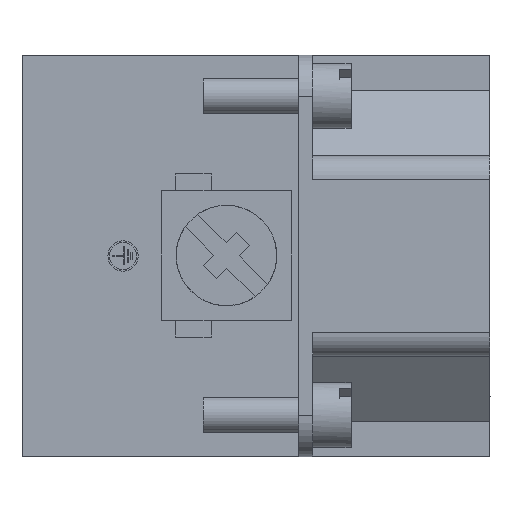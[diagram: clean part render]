
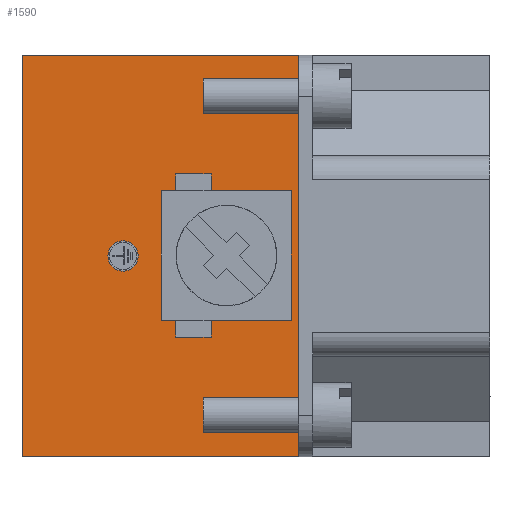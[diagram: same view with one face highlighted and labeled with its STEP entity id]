
A CAD part, left-side view. The second image highlights one B-rep face of the part: STEP entity #1590.
In plain terms, the highlighted planar face has unit normal (-1, 0, 0).
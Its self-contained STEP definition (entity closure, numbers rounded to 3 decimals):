
#946=FACE_BOUND('',#2899,.T.);
#947=FACE_BOUND('',#2900,.T.);
#948=FACE_BOUND('',#2901,.T.);
#1162=CIRCLE('',#9647,1.28);
#1590=ADVANCED_FACE('',(#946,#947,#948),#1954,.T.);
#1954=PLANE('',#9648);
#2899=EDGE_LOOP('',(#5000,#5001,#5002,#5003,#5004,#5005,#5006,#5007,#5008,
#5009,#5010,#5011));
#2900=EDGE_LOOP('',(#5012));
#2901=EDGE_LOOP('',(#5013,#5014,#5015,#5016));
#5000=ORIENTED_EDGE('',*,*,#6084,.F.);
#5001=ORIENTED_EDGE('',*,*,#6061,.F.);
#5002=ORIENTED_EDGE('',*,*,#6064,.F.);
#5003=ORIENTED_EDGE('',*,*,#6066,.F.);
#5004=ORIENTED_EDGE('',*,*,#6068,.F.);
#5005=ORIENTED_EDGE('',*,*,#6070,.F.);
#5006=ORIENTED_EDGE('',*,*,#6072,.F.);
#5007=ORIENTED_EDGE('',*,*,#6074,.F.);
#5008=ORIENTED_EDGE('',*,*,#6076,.F.);
#5009=ORIENTED_EDGE('',*,*,#6078,.F.);
#5010=ORIENTED_EDGE('',*,*,#6080,.F.);
#5011=ORIENTED_EDGE('',*,*,#6082,.F.);
#5012=ORIENTED_EDGE('',*,*,#7002,.T.);
#5013=ORIENTED_EDGE('',*,*,#7001,.F.);
#5014=ORIENTED_EDGE('',*,*,#6714,.F.);
#5015=ORIENTED_EDGE('',*,*,#6996,.F.);
#5016=ORIENTED_EDGE('',*,*,#6993,.F.);
#5256=VERTEX_POINT('',#12089);
#5257=VERTEX_POINT('',#12090);
#5258=VERTEX_POINT('',#12095);
#5259=VERTEX_POINT('',#12099);
#5260=VERTEX_POINT('',#12103);
#5261=VERTEX_POINT('',#12107);
#5262=VERTEX_POINT('',#12111);
#5263=VERTEX_POINT('',#12115);
#5264=VERTEX_POINT('',#12119);
#5265=VERTEX_POINT('',#12123);
#5266=VERTEX_POINT('',#12127);
#5267=VERTEX_POINT('',#12131);
#5712=VERTEX_POINT('',#14146);
#5713=VERTEX_POINT('',#14147);
#5902=VERTEX_POINT('',#14713);
#5903=VERTEX_POINT('',#14715);
#5906=VERTEX_POINT('',#14732);
#6061=EDGE_CURVE('',#5256,#5257,#7174,.T.);
#6064=EDGE_CURVE('',#5258,#5256,#7177,.T.);
#6066=EDGE_CURVE('',#5259,#5258,#7179,.T.);
#6068=EDGE_CURVE('',#5260,#5259,#7181,.T.);
#6070=EDGE_CURVE('',#5261,#5260,#7183,.T.);
#6072=EDGE_CURVE('',#5262,#5261,#7185,.T.);
#6074=EDGE_CURVE('',#5263,#5262,#7187,.T.);
#6076=EDGE_CURVE('',#5264,#5263,#7189,.T.);
#6078=EDGE_CURVE('',#5265,#5264,#7191,.T.);
#6080=EDGE_CURVE('',#5266,#5265,#7193,.T.);
#6082=EDGE_CURVE('',#5267,#5266,#7195,.T.);
#6084=EDGE_CURVE('',#5257,#5267,#7197,.T.);
#6714=EDGE_CURVE('',#5712,#5713,#7683,.T.);
#6993=EDGE_CURVE('',#5902,#5903,#7910,.T.);
#6996=EDGE_CURVE('',#5903,#5712,#7913,.T.);
#7001=EDGE_CURVE('',#5713,#5902,#7918,.T.);
#7002=EDGE_CURVE('',#5906,#5906,#1162,.T.);
#7174=LINE('',#12088,#8083);
#7177=LINE('',#12094,#8086);
#7179=LINE('',#12098,#8088);
#7181=LINE('',#12102,#8090);
#7183=LINE('',#12106,#8092);
#7185=LINE('',#12110,#8094);
#7187=LINE('',#12114,#8096);
#7189=LINE('',#12118,#8098);
#7191=LINE('',#12122,#8100);
#7193=LINE('',#12126,#8102);
#7195=LINE('',#12130,#8104);
#7197=LINE('',#12134,#8106);
#7683=LINE('',#14145,#8592);
#7910=LINE('',#14714,#8819);
#7913=LINE('',#14720,#8822);
#7918=LINE('',#14729,#8827);
#8083=VECTOR('',#9876,1.);
#8086=VECTOR('',#9881,1.);
#8088=VECTOR('',#9885,1.);
#8090=VECTOR('',#9889,1.);
#8092=VECTOR('',#9893,1.);
#8094=VECTOR('',#9897,1.);
#8096=VECTOR('',#9901,1.);
#8098=VECTOR('',#9905,1.);
#8100=VECTOR('',#9909,1.);
#8102=VECTOR('',#9913,1.);
#8104=VECTOR('',#9917,1.);
#8106=VECTOR('',#9921,1.);
#8592=VECTOR('',#11153,1.);
#8819=VECTOR('',#11682,1.);
#8822=VECTOR('',#11687,1.);
#8827=VECTOR('',#11698,1.);
#9647=AXIS2_PLACEMENT_3D('',#14731,#11701,#11702);
#9648=AXIS2_PLACEMENT_3D('',#14733,#11703,#11704);
#9876=DIRECTION('',(0.,0.,-1.));
#9881=DIRECTION('',(0.,1.,0.));
#9885=DIRECTION('',(0.,0.,1.));
#9889=DIRECTION('',(0.,1.,0.));
#9893=DIRECTION('',(0.,0.,1.));
#9897=DIRECTION('',(0.,-1.,0.));
#9901=DIRECTION('',(0.,0.,1.));
#9905=DIRECTION('',(0.,-1.,0.));
#9909=DIRECTION('',(0.,0.,-1.));
#9913=DIRECTION('',(0.,-1.,0.));
#9917=DIRECTION('',(0.,0.,-1.));
#9921=DIRECTION('',(0.,1.,0.));
#11153=DIRECTION('',(0.,0.,-1.));
#11682=DIRECTION('',(0.,0.,1.));
#11687=DIRECTION('',(0.,-1.,0.));
#11698=DIRECTION('',(0.,1.,0.));
#11701=DIRECTION('',(1.,0.,0.));
#11702=DIRECTION('',(0.,-1.,0.));
#11703=DIRECTION('',(-1.,0.,0.));
#11704=DIRECTION('',(0.,0.,1.));
#12088=CARTESIAN_POINT('',(-32.1,11.043,6.943));
#12089=CARTESIAN_POINT('',(-32.1,11.043,6.943));
#12090=CARTESIAN_POINT('',(-32.1,11.043,5.543));
#12094=CARTESIAN_POINT('',(-32.1,8.043,6.943));
#12095=CARTESIAN_POINT('',(-32.1,8.043,6.943));
#12098=CARTESIAN_POINT('',(-32.1,8.043,5.543));
#12099=CARTESIAN_POINT('',(-32.1,8.043,5.543));
#12102=CARTESIAN_POINT('',(-32.1,1.243,5.543));
#12103=CARTESIAN_POINT('',(-32.1,1.243,5.543));
#12106=CARTESIAN_POINT('',(-32.1,1.243,-5.457));
#12107=CARTESIAN_POINT('',(-32.1,1.243,-5.457));
#12110=CARTESIAN_POINT('',(-32.1,8.043,-5.457));
#12111=CARTESIAN_POINT('',(-32.1,8.043,-5.457));
#12114=CARTESIAN_POINT('',(-32.1,8.043,-6.857));
#12115=CARTESIAN_POINT('',(-32.1,8.043,-6.857));
#12118=CARTESIAN_POINT('',(-32.1,11.043,-6.857));
#12119=CARTESIAN_POINT('',(-32.1,11.043,-6.857));
#12122=CARTESIAN_POINT('',(-32.1,11.043,-5.457));
#12123=CARTESIAN_POINT('',(-32.1,11.043,-5.457));
#12126=CARTESIAN_POINT('',(-32.1,12.243,-5.457));
#12127=CARTESIAN_POINT('',(-32.1,12.243,-5.457));
#12130=CARTESIAN_POINT('',(-32.1,12.243,5.543));
#12131=CARTESIAN_POINT('',(-32.1,12.243,5.543));
#12134=CARTESIAN_POINT('',(-32.1,11.043,5.543));
#14145=CARTESIAN_POINT('',(-32.1,0.643,17.001));
#14146=CARTESIAN_POINT('',(-32.1,0.643,17.001));
#14147=CARTESIAN_POINT('',(-32.1,0.643,-16.999));
#14713=CARTESIAN_POINT('',(-32.1,24.043,-16.999));
#14714=CARTESIAN_POINT('',(-32.1,24.043,-16.999));
#14715=CARTESIAN_POINT('',(-32.1,24.043,17.001));
#14720=CARTESIAN_POINT('',(-32.1,24.043,17.001));
#14729=CARTESIAN_POINT('',(-32.1,0.643,-16.999));
#14731=CARTESIAN_POINT('',(-32.1,15.493,0.001));
#14732=CARTESIAN_POINT('',(-32.1,14.213,0.001));
#14733=CARTESIAN_POINT('',(-32.1,-0.527,-18.699));
